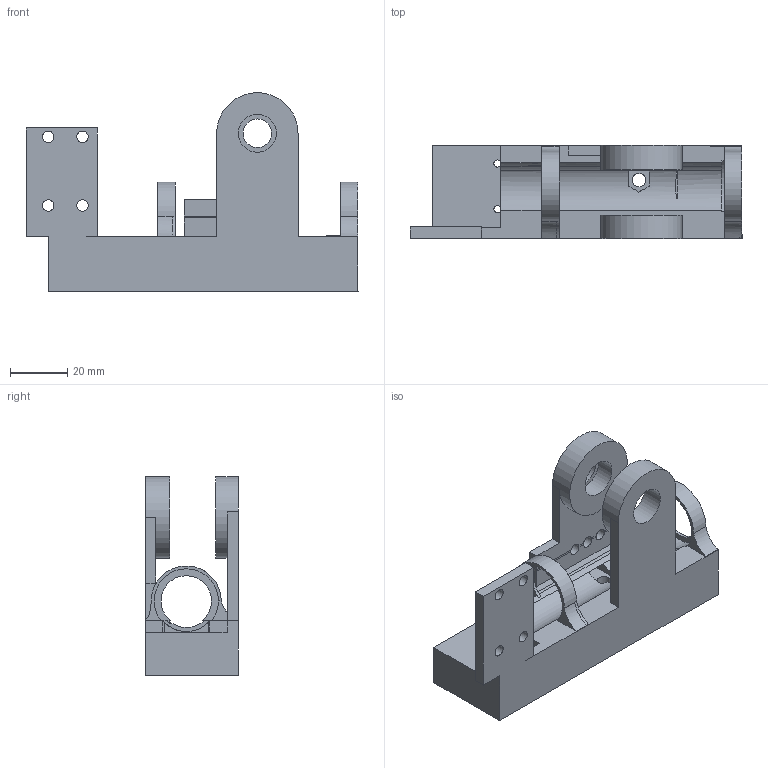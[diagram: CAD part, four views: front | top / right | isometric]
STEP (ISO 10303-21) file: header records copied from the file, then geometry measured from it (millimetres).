
FILE_DESCRIPTION(/* description */ ('STEP AP242','CAx-IF Rec.Pracs.---Representation and Presentation of Product Manufacturing Information (PMI)---4.0---2014-10-13','CAx-IF Rec.Pracs.---3D Tessellated Geometry---0.4---2014-09-14','2;1'),/* implementation_level */ '2;1');
FILE_NAME(/* name */ '628bccb80b1d5d050eb3db7e',/* time_stamp */ '2022-05-23T18:05:49+00:00',/* author */ (''),/* organization */ (''),/* preprocessor_version */ 'ST-DEVELOPER v18.102',/* originating_system */ ' ',/* authorisation */ ' ');
FILE_SCHEMA (('AP242_MANAGED_MODEL_BASED_3D_ENGINEERING_MIM_LF { 1 0 10303 442 1 1 4 }'));
Length unit declared in the file: metre
Products named in the file (1): Arm - shoulder R v14
Bounding box: 116.1 x 32.5 x 69.54 mm (x, y, z)
Volume: 76279.6 mm3; surface area: 27677.3 mm2
Topology: 1 solids, 2 shells, 203 faces, 579 edges, 379 vertices
Faces by surface type: plane 119, cylinder 77, bspline 5, cone 2
Full cylindrical faces by diameter (mm): 2.5 x2, 4 x4, 4.064 x3, 4.7 x5, 5.5 x2, 8.7 x1, 10 x1, 13.254 x2, 18.568 x1, 28.479 x2
Entity records: 6701 total; most frequent: CARTESIAN_POINT 1480, ORIENTED_EDGE 1090, DIRECTION 1035, EDGE_CURVE 545, VERTEX_POINT 369, AXIS2_PLACEMENT_3D 360, LINE 315, VECTOR 315
